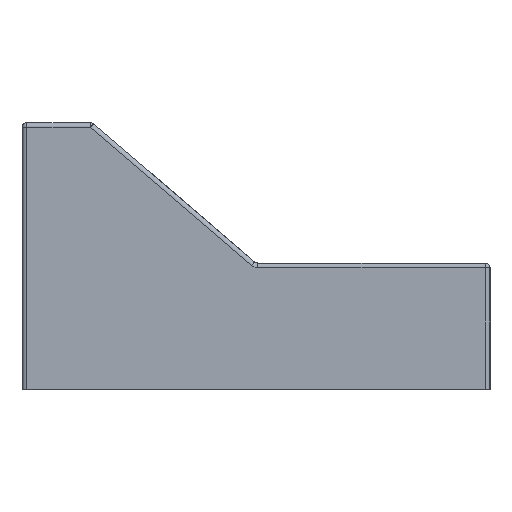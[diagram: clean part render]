
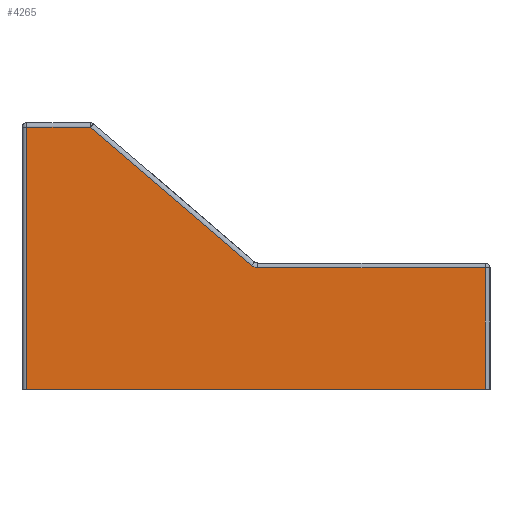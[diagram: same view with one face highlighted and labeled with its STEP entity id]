
A CAD part, left-side view. The second image highlights one B-rep face of the part: STEP entity #4265.
In plain terms, the highlighted planar face has unit normal (-1, 0, 0).
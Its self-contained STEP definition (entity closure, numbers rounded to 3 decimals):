
#409=LINE('',#7244,#764);
#411=LINE('',#7248,#766);
#414=LINE('',#7267,#769);
#415=LINE('',#7269,#770);
#420=LINE('',#7279,#775);
#430=LINE('',#7303,#785);
#764=VECTOR('',#5824,10.);
#766=VECTOR('',#5828,10.);
#769=VECTOR('',#5851,10.);
#770=VECTOR('',#5854,10.);
#775=VECTOR('',#5865,10.);
#785=VECTOR('',#5889,10.);
#1183=FACE_OUTER_BOUND('',#1467,.T.);
#1467=EDGE_LOOP('',(#3837,#3838,#3839,#3840,#3841,#3842,#3843));
#1681=CIRCLE('',#4693,4.);
#2009=VERTEX_POINT('',#7160);
#2038=VERTEX_POINT('',#7237);
#2040=VERTEX_POINT('',#7242);
#2041=VERTEX_POINT('',#7247);
#2043=VERTEX_POINT('',#7253);
#2046=VERTEX_POINT('',#7260);
#2047=VERTEX_POINT('',#7261);
#2581=EDGE_CURVE('',#2040,#2038,#409,.T.);
#2583=EDGE_CURVE('',#2009,#2041,#411,.T.);
#2589=EDGE_CURVE('',#2046,#2047,#1681,.T.);
#2593=EDGE_CURVE('',#2047,#2009,#414,.T.);
#2594=EDGE_CURVE('',#2043,#2046,#415,.T.);
#2600=EDGE_CURVE('',#2038,#2043,#420,.T.);
#2613=EDGE_CURVE('',#2041,#2040,#430,.T.);
#3837=ORIENTED_EDGE('',*,*,#2581,.F.);
#3838=ORIENTED_EDGE('',*,*,#2613,.F.);
#3839=ORIENTED_EDGE('',*,*,#2583,.F.);
#3840=ORIENTED_EDGE('',*,*,#2593,.F.);
#3841=ORIENTED_EDGE('',*,*,#2589,.F.);
#3842=ORIENTED_EDGE('',*,*,#2594,.F.);
#3843=ORIENTED_EDGE('',*,*,#2600,.F.);
#4019=PLANE('',#4774);
#4265=ADVANCED_FACE('',(#1183),#4019,.T.);
#4693=AXIS2_PLACEMENT_3D('',#7262,#5842,#5843);
#4774=AXIS2_PLACEMENT_3D('',#7459,#6074,#6075);
#5824=DIRECTION('',(0.,0.,1.));
#5828=DIRECTION('',(0.,0.,-1.));
#5842=DIRECTION('center_axis',(-1.,0.,0.));
#5843=DIRECTION('ref_axis',(0.,0.347,-0.938));
#5851=DIRECTION('',(0.,-1.,0.));
#5854=DIRECTION('',(0.,-0.759,-0.651));
#5865=DIRECTION('',(0.,-1.,0.));
#5889=DIRECTION('',(0.,1.,0.));
#6074=DIRECTION('center_axis',(-1.,0.,0.));
#6075=DIRECTION('ref_axis',(0.,-1.,0.));
#7160=CARTESIAN_POINT('',(0.,2.,50.));
#7237=CARTESIAN_POINT('',(0.,198.,110.));
#7242=CARTESIAN_POINT('',(0.,198.,-2.));
#7244=CARTESIAN_POINT('',(0.,198.,0.));
#7247=CARTESIAN_POINT('',(0.,2.,-2.));
#7248=CARTESIAN_POINT('',(0.,2.,0.));
#7253=CARTESIAN_POINT('',(0.,170.74,110.));
#7260=CARTESIAN_POINT('',(0.,101.863,50.963));
#7261=CARTESIAN_POINT('',(0.,99.26,50.));
#7262=CARTESIAN_POINT('Origin',(0.,99.26,54.));
#7267=CARTESIAN_POINT('',(0.,150.,50.));
#7269=CARTESIAN_POINT('',(0.,117.278,64.176));
#7279=CARTESIAN_POINT('',(0.,175.,110.));
#7303=CARTESIAN_POINT('',(0.,0.,-2.));
#7459=CARTESIAN_POINT('Origin',(0.,200.,0.));
